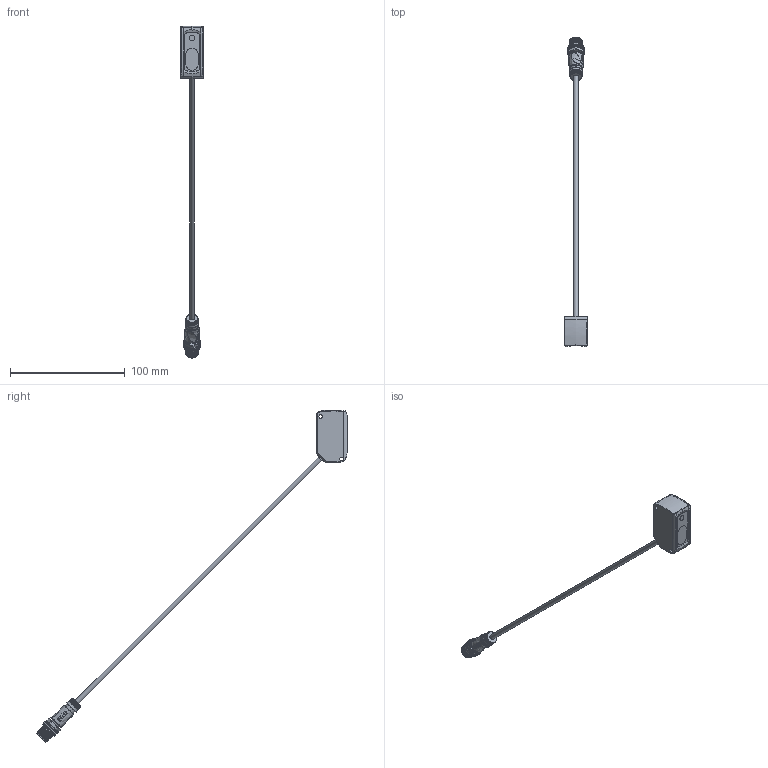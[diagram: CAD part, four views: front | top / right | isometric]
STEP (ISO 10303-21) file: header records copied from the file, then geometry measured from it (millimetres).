
FILE_DESCRIPTION(/* description */ (''),/* implementation_level */ '2;1');
FILE_NAME(/* name */ 'OSM41-分体-五芯插头.stp',/* time_stamp */ '2025-11-05T14:06:04+08:00',/* author */ (''),/* organization */ (''),/* preprocessor_version */ 'ST-DEVELOPER v16',/* originating_system */ 'SIEMENS PLM Software NX 10.0',/* authorisation */ '');
FILE_SCHEMA (('AUTOMOTIVE_DESIGN { 1 0 10303 214 3 1 1 1 }'));
Length unit declared in the file: millimetre
Products named in the file (1): _model9
Bounding box: 20 x 270.33 x 289.22 mm (x, y, z)
Volume: 27603 mm3; surface area: 15879.4 mm2
Topology: 12 solids, 13 shells, 1334 faces, 3586 edges, 2350 vertices
Faces by surface type: plane 624, cylinder 364, bspline 214, extrusion 61, torus 30, sphere 27, cone 14
Full cylindrical faces by diameter (mm): 1 x6, 1.12 x1, 1.15 x4, 3.2 x2, 4.15 x2, 4.348 x1, 4.349 x2, 4.649 x2, 4.651 x1, 5 x1, 9.3 x1, 9.8 x1, 10 x1, 10.1 x1, 10.5 x4, 10.9 x2, 11.9 x1, 12 x7, 12.5 x1
Entity records: 56308 total; most frequent: CARTESIAN_POINT 26142, ORIENTED_EDGE 6834, DIRECTION 4762, EDGE_CURVE 3417, VERTEX_POINT 2268, VECTOR 1678, LINE 1617, AXIS2_PLACEMENT_3D 1542
